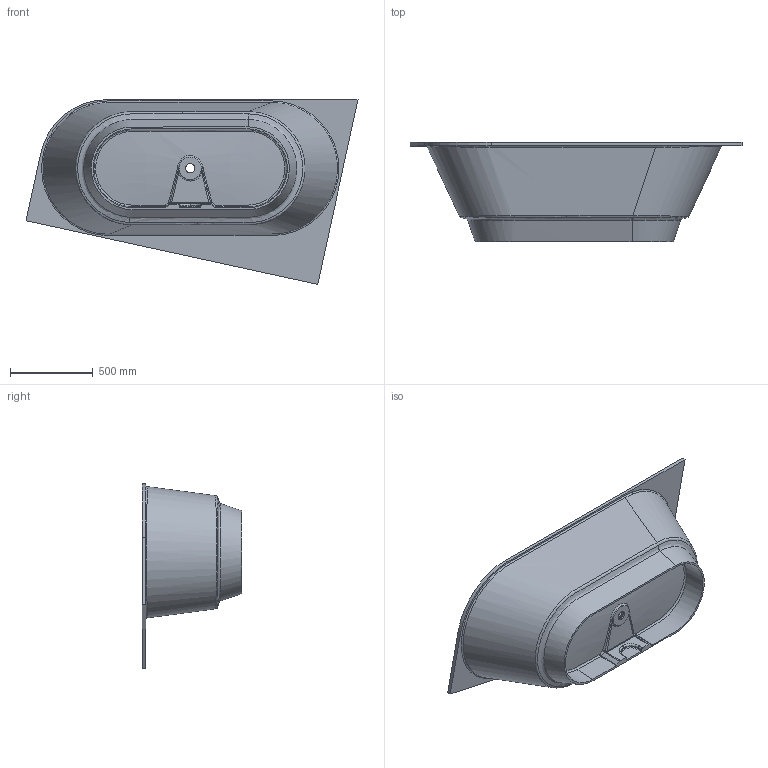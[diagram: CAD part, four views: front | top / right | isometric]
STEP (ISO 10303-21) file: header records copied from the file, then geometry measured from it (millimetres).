
FILE_DESCRIPTION (( 'STEP AP214' ), '1' );
FILE_NAME ('Layla CR.STEP', '2024-08-06T09:05:20', ( '' ), ( '' ), 'SwSTEP 2.0', 'SolidWorks 2020', '' );
FILE_SCHEMA (( 'AUTOMOTIVE_DESIGN' ));
Length unit declared in the file: millimetre
Products named in the file (1): Layla CR
Bounding box: 2001.85 x 600 x 1113.85 mm (x, y, z)
Volume: 75785264.6 mm3; surface area: 6911911.4 mm2
Topology: 1 solids, 1 shells, 125 faces, 323 edges, 203 vertices
Faces by surface type: bspline 67, plane 28, cylinder 19, cone 4, sphere 4, torus 3
Entity records: 23151 total; most frequent: CARTESIAN_POINT 20625, ORIENTED_EDGE 646, DIRECTION 340, EDGE_CURVE 323, VERTEX_POINT 203, B_SPLINE_CURVE_WITH_KNOTS 159, AXIS2_PLACEMENT_3D 133, EDGE_LOOP 132
